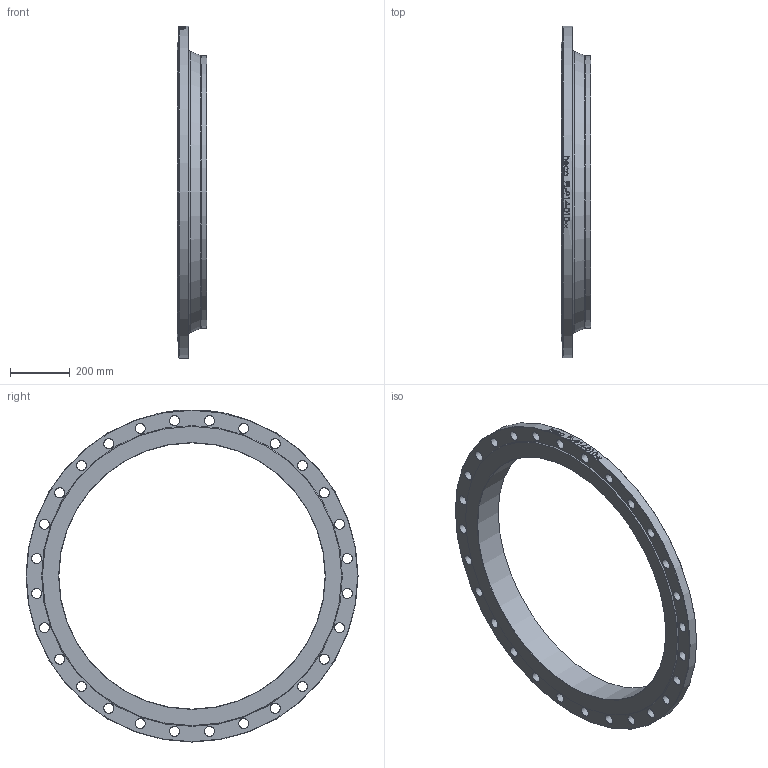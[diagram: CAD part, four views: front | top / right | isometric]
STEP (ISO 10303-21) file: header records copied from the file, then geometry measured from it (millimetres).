
FILE_DESCRIPTION (( 'STEP AP214' ), '1' );
FILE_NAME ('FL-914-010-x Vorschweissflansch PN10 Iso DIN2632 2009.STEP', '2020-09-03T11:34:06', ( '' ), ( '' ), 'SwSTEP 2.0', 'SolidWorks 2019', '' );
FILE_SCHEMA (( 'AUTOMOTIVE_DESIGN' ));
Length unit declared in the file: millimetre
Products named in the file (1): FL-914-010-x Vorschweissflansch PN10 Iso DIN2632 2009
Bounding box: 99 x 1115 x 1115 mm (x, y, z)
Volume: 14378296 mm3; surface area: 1271624.9 mm2
Topology: 1 solids, 1 shells, 120 faces, 396 edges, 301 vertices
Faces by surface type: cone 61, cylinder 53, plane 4, torus 2
Full cylindrical faces by diameter (mm): 33 x28, 894 x1, 914 x1, 1115 x1
Entity records: 7890 total; most frequent: CARTESIAN_POINT 4597, DIRECTION 592, ORIENTED_EDGE 538, EDGE_LOOP 296, AXIS2_PLACEMENT_3D 282, EDGE_CURVE 269, VERTEX_POINT 269, CIRCLE 161
